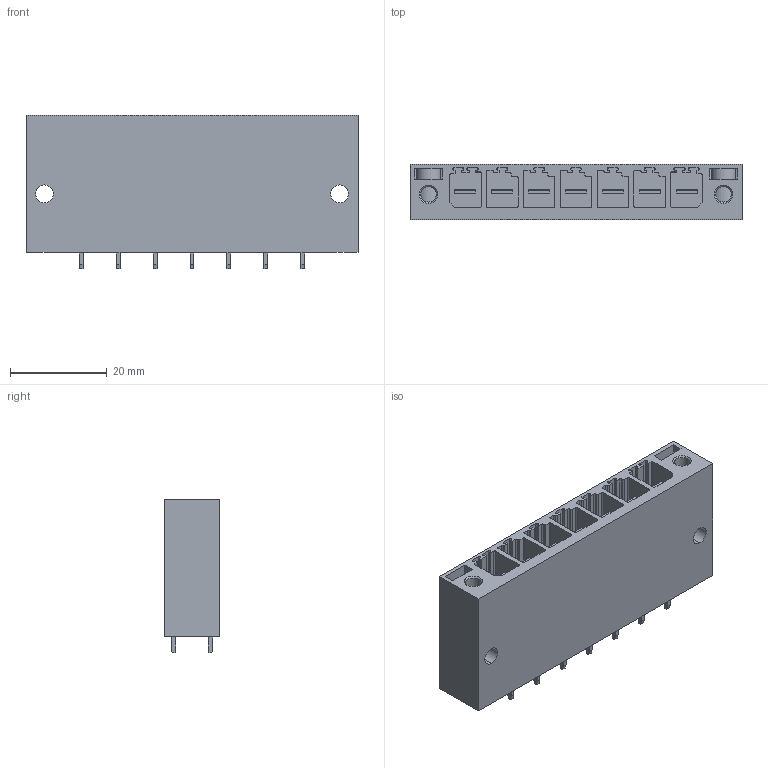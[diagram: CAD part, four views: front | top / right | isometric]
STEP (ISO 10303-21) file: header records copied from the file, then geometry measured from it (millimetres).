
FILE_DESCRIPTION(('CATIA V5 STEP Exchange','CAx-IF Rec.Pracs.--- Model Styling and Organization---1.2---2011-12-15'),'2;1');
FILE_NAME ('D1459414_0_1930760000_1930760000.stp','2018-11-29T04:00:34+00:00',('none'),('Weidmueller'),'CATIA Version 5-6 Release 2014','CATIA V5 STEP AP214','none');
FILE_SCHEMA(('AUTOMOTIVE_DESIGN { 1 0 10303 214 1 1 1 1 }'));
Length unit declared in the file: millimetre
Products named in the file (1): 1930760000
Bounding box: 68.58 x 11.4 x 31.8 mm (x, y, z)
Volume: 15301.3 mm3; surface area: 14869.5 mm2
Topology: 8 solids, 8 shells, 577 faces, 1653 edges, 1096 vertices
Faces by surface type: plane 473, cylinder 100, cone 4
Entity records: 15033 total; most frequent: ORIENTED_EDGE 3306, CARTESIAN_POINT 2469, DIRECTION 1812, EDGE_CURVE 1366, VECTOR 1176, LINE 1176, VERTEX_POINT 879, EDGE_LOOP 621
